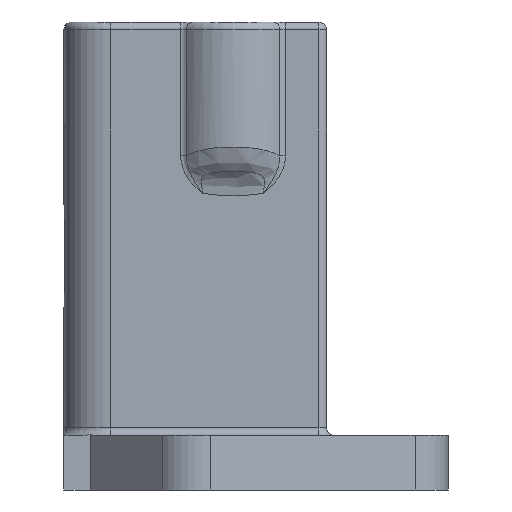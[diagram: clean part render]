
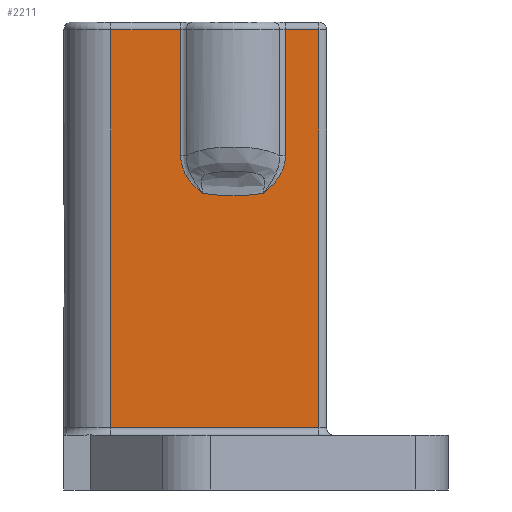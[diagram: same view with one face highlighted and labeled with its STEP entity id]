
A CAD part, front view. The second image highlights one B-rep face of the part: STEP entity #2211.
In plain terms, the highlighted planar face has unit normal (0, -1, 0).
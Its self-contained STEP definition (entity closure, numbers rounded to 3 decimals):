
#59=PLANE('',#2379);
#110=LINE('',#3278,#261);
#114=LINE('',#3305,#265);
#118=LINE('',#3313,#269);
#121=LINE('',#3333,#272);
#122=LINE('',#3335,#273);
#123=LINE('',#3362,#274);
#124=LINE('',#3363,#275);
#261=VECTOR('',#2626,10.);
#265=VECTOR('',#2644,10.);
#269=VECTOR('',#2652,10.);
#272=VECTOR('',#2659,10.);
#273=VECTOR('',#2660,10.);
#274=VECTOR('',#2661,10.);
#275=VECTOR('',#2662,10.);
#462=B_SPLINE_CURVE_WITH_KNOTS('',3,(#3337,#3338,#3339,#3340,#3341,#3342,
#3343,#3344),.UNSPECIFIED.,.F.,.F.,(4,2,1,1,4),(-0.288,-0.287,
-0.115,-0.057,0.),.UNSPECIFIED.);
#463=B_SPLINE_CURVE_WITH_KNOTS('',3,(#3346,#3347,#3348,#3349,#3350,#3351),
 .UNSPECIFIED.,.F.,.F.,(4,1,1,4),(-2.139,-2.044,-1.912,
-1.751),.UNSPECIFIED.);
#464=B_SPLINE_CURVE_WITH_KNOTS('',3,(#3353,#3354,#3355,#3356,#3357,#3358,
#3359,#3360),.UNSPECIFIED.,.F.,.F.,(4,1,1,2,4),(-0.287,-0.172,
-0.115,0.,0.001),.UNSPECIFIED.);
#530=FACE_OUTER_BOUND('',#665,.T.);
#665=EDGE_LOOP('',(#1530,#1531,#1532,#1533,#1534,#1535,#1536,#1537,#1538,
#1539));
#931=VERTEX_POINT('',#3245);
#938=VERTEX_POINT('',#3262);
#945=VERTEX_POINT('',#3298);
#949=VERTEX_POINT('',#3312);
#953=VERTEX_POINT('',#3332);
#954=VERTEX_POINT('',#3334);
#955=VERTEX_POINT('',#3336);
#956=VERTEX_POINT('',#3345);
#957=VERTEX_POINT('',#3352);
#958=VERTEX_POINT('',#3361);
#1158=EDGE_CURVE('',#931,#938,#110,.T.);
#1167=EDGE_CURVE('',#945,#931,#114,.T.);
#1171=EDGE_CURVE('',#938,#949,#118,.T.);
#1176=EDGE_CURVE('',#953,#945,#121,.T.);
#1177=EDGE_CURVE('',#954,#953,#122,.T.);
#1178=EDGE_CURVE('',#955,#954,#462,.T.);
#1179=EDGE_CURVE('',#956,#955,#463,.T.);
#1180=EDGE_CURVE('',#957,#956,#464,.T.);
#1181=EDGE_CURVE('',#958,#957,#123,.T.);
#1182=EDGE_CURVE('',#949,#958,#124,.T.);
#1530=ORIENTED_EDGE('',*,*,#1158,.F.);
#1531=ORIENTED_EDGE('',*,*,#1167,.F.);
#1532=ORIENTED_EDGE('',*,*,#1176,.F.);
#1533=ORIENTED_EDGE('',*,*,#1177,.F.);
#1534=ORIENTED_EDGE('',*,*,#1178,.F.);
#1535=ORIENTED_EDGE('',*,*,#1179,.F.);
#1536=ORIENTED_EDGE('',*,*,#1180,.F.);
#1537=ORIENTED_EDGE('',*,*,#1181,.F.);
#1538=ORIENTED_EDGE('',*,*,#1182,.F.);
#1539=ORIENTED_EDGE('',*,*,#1171,.F.);
#2211=ADVANCED_FACE('',(#530),#59,.T.);
#2379=AXIS2_PLACEMENT_3D('',#3331,#2657,#2658);
#2626=DIRECTION('',(-1.,0.,0.));
#2644=DIRECTION('',(0.,0.,-1.));
#2652=DIRECTION('',(0.,0.,1.));
#2657=DIRECTION('center_axis',(0.,-1.,0.));
#2658=DIRECTION('ref_axis',(1.,0.,0.));
#2659=DIRECTION('',(1.,0.,0.));
#2660=DIRECTION('',(0.,0.,1.));
#2661=DIRECTION('',(0.,0.,-1.));
#2662=DIRECTION('',(1.,0.,0.));
#3245=CARTESIAN_POINT('',(-0.662,-17.,4.));
#3262=CARTESIAN_POINT('',(-14.,-17.,4.));
#3278=CARTESIAN_POINT('',(-11.351,-17.,4.));
#3298=CARTESIAN_POINT('',(-0.662,-17.,29.5));
#3305=CARTESIAN_POINT('',(-0.662,-17.,16.75));
#3312=CARTESIAN_POINT('',(-14.,-17.,29.5));
#3313=CARTESIAN_POINT('',(-14.,-17.,1.5));
#3331=CARTESIAN_POINT('Origin',(-14.202,-17.,3.));
#3332=CARTESIAN_POINT('',(-2.808,-17.,29.5));
#3333=CARTESIAN_POINT('',(-13.185,-17.,29.5));
#3334=CARTESIAN_POINT('',(-2.808,-17.,21.417));
#3335=CARTESIAN_POINT('',(-2.808,-17.,30.8));
#3336=CARTESIAN_POINT('',(-4.225,-17.,19.013));
#3337=CARTESIAN_POINT('Ctrl Pts',(-4.225,-17.,19.013));
#3338=CARTESIAN_POINT('Ctrl Pts',(-4.223,-17.,19.015));
#3339=CARTESIAN_POINT('Ctrl Pts',(-4.221,-17.,19.017));
#3340=CARTESIAN_POINT('Ctrl Pts',(-3.775,-17.,19.379));
#3341=CARTESIAN_POINT('Ctrl Pts',(-3.193,-17.,19.925));
#3342=CARTESIAN_POINT('Ctrl Pts',(-2.853,-17.,20.84));
#3343=CARTESIAN_POINT('Ctrl Pts',(-2.808,-17.,21.225));
#3344=CARTESIAN_POINT('Ctrl Pts',(-2.808,-17.,21.417));
#3345=CARTESIAN_POINT('',(-8.098,-17.,19.013));
#3346=CARTESIAN_POINT('Ctrl Pts',(-8.098,-17.,19.013));
#3347=CARTESIAN_POINT('Ctrl Pts',(-7.784,-17.,18.95));
#3348=CARTESIAN_POINT('Ctrl Pts',(-7.027,-17.,18.867));
#3349=CARTESIAN_POINT('Ctrl Pts',(-5.734,-17.,18.851));
#3350=CARTESIAN_POINT('Ctrl Pts',(-4.752,-17.,18.905));
#3351=CARTESIAN_POINT('Ctrl Pts',(-4.225,-17.,19.012));
#3352=CARTESIAN_POINT('',(-9.516,-17.,21.417));
#3353=CARTESIAN_POINT('Ctrl Pts',(-9.516,-17.,21.417));
#3354=CARTESIAN_POINT('Ctrl Pts',(-9.516,-17.,21.033));
#3355=CARTESIAN_POINT('Ctrl Pts',(-9.376,-17.,20.456));
#3356=CARTESIAN_POINT('Ctrl Pts',(-8.836,-17.,19.646));
#3357=CARTESIAN_POINT('Ctrl Pts',(-8.402,-17.,19.261));
#3358=CARTESIAN_POINT('Ctrl Pts',(-8.103,-17.,19.017));
#3359=CARTESIAN_POINT('Ctrl Pts',(-8.101,-17.,19.015));
#3360=CARTESIAN_POINT('Ctrl Pts',(-8.098,-17.,19.013));
#3361=CARTESIAN_POINT('',(-9.516,-17.,29.5));
#3362=CARTESIAN_POINT('',(-9.516,-17.,30.8));
#3363=CARTESIAN_POINT('',(-13.185,-17.,29.5));
